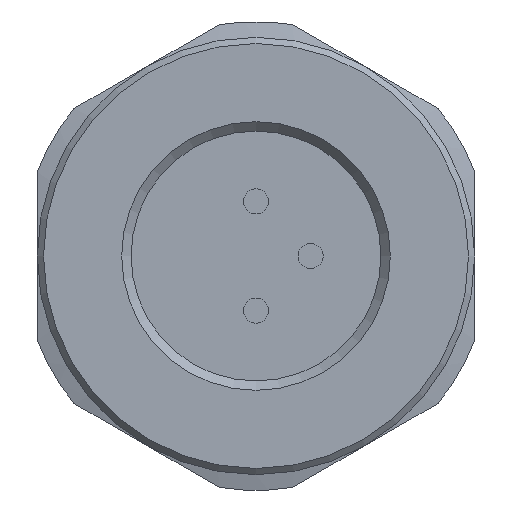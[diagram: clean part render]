
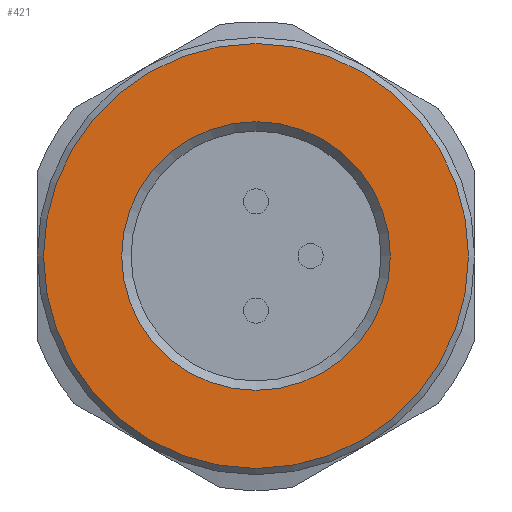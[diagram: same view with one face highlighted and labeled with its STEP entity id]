
A CAD part, left-side view. The second image highlights one B-rep face of the part: STEP entity #421.
In plain terms, the highlighted planar face has unit normal (-1, 0, 0).
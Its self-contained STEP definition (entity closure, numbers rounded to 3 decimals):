
#421=ADVANCED_FACE('',(#541,#542),#486,.T.);
#486=PLANE('',#1692);
#541=FACE_BOUND('',#676,.T.);
#542=FACE_BOUND('',#677,.T.);
#676=EDGE_LOOP('',(#987));
#677=EDGE_LOOP('',(#988));
#987=ORIENTED_EDGE('',*,*,#1407,.T.);
#988=ORIENTED_EDGE('',*,*,#1408,.T.);
#1222=VERTEX_POINT('',#2505);
#1223=VERTEX_POINT('',#2508);
#1407=EDGE_CURVE('',#1222,#1222,#1542,.T.);
#1408=EDGE_CURVE('',#1223,#1223,#1543,.T.);
#1542=CIRCLE('',#1689,4.3);
#1543=CIRCLE('',#1691,6.8);
#1689=AXIS2_PLACEMENT_3D('',#2504,#2014,#2015);
#1691=AXIS2_PLACEMENT_3D('',#2507,#2018,#2019);
#1692=AXIS2_PLACEMENT_3D('',#2509,#2020,#2021);
#2014=DIRECTION('',(1.,0.,0.));
#2015=DIRECTION('',(0.,-1.,0.));
#2018=DIRECTION('',(-1.,0.,0.));
#2019=DIRECTION('',(0.,-1.,0.));
#2020=DIRECTION('',(-1.,0.,0.));
#2021=DIRECTION('',(0.,-1.,0.));
#2504=CARTESIAN_POINT('',(-5.,0.,0.));
#2505=CARTESIAN_POINT('',(-5.,-4.3,0.));
#2507=CARTESIAN_POINT('',(-5.,0.,0.));
#2508=CARTESIAN_POINT('',(-5.,-6.8,0.));
#2509=CARTESIAN_POINT('',(-5.,0.,0.));
